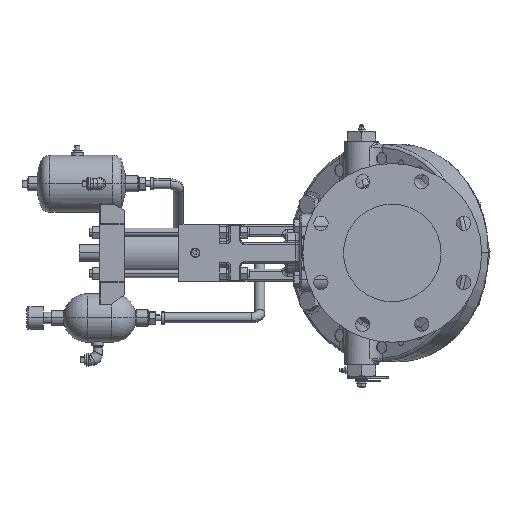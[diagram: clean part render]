
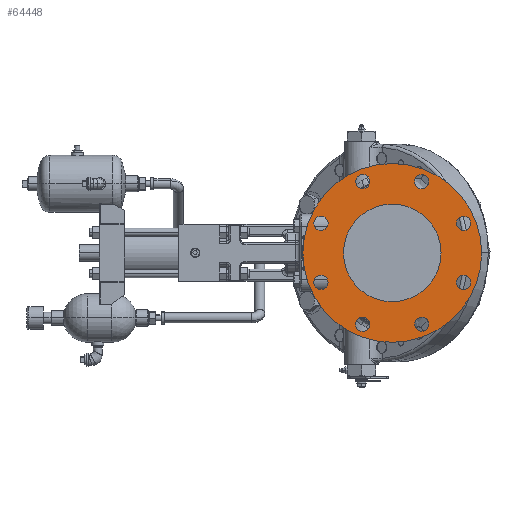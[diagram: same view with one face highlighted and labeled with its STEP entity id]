
A CAD part, left-side view. The second image highlights one B-rep face of the part: STEP entity #64448.
In plain terms, the highlighted planar face has unit normal (-1, 0, 0).
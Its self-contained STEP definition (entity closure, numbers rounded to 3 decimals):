
#19330=CARTESIAN_POINT('',(-8.034,0.,0.));
#19331=DIRECTION('',(-1.,0.,0.));
#19332=DIRECTION('',(0.,1.,0.));
#19333=AXIS2_PLACEMENT_3D('',#19330,#19331,#19332);
#19415=CARTESIAN_POINT('',(-8.034,0.,0.));
#19416=DIRECTION('',(1.,0.,0.));
#19417=DIRECTION('',(0.,1.,0.));
#19418=AXIS2_PLACEMENT_3D('',#19415,#19416,#19417);
#19725=CARTESIAN_POINT('',(-8.034,4.388,
-1.818));
#19726=DIRECTION('',(1.,0.,0.));
#19727=DIRECTION('',(0.,1.,0.));
#19728=AXIS2_PLACEMENT_3D('',#19725,#19726,#19727);
#19730=CARTESIAN_POINT('',(-8.034,4.388,
-1.818));
#19731=DIRECTION('',(1.,0.,0.));
#19732=DIRECTION('',(0.,-1.,0.));
#19733=AXIS2_PLACEMENT_3D('',#19730,#19731,#19732);
#19735=CARTESIAN_POINT('',(-8.034,4.388,
1.818));
#19736=DIRECTION('',(1.,0.,0.));
#19737=DIRECTION('',(0.,0.707,0.707));
#19738=AXIS2_PLACEMENT_3D('',#19735,#19736,#19737);
#19740=CARTESIAN_POINT('',(-8.034,4.388,
1.818));
#19741=DIRECTION('',(1.,0.,0.));
#19742=DIRECTION('',(0.,-0.707,-0.707));
#19743=AXIS2_PLACEMENT_3D('',#19740,#19741,#19742);
#19745=CARTESIAN_POINT('',(-8.034,1.818,
4.388));
#19746=DIRECTION('',(1.,0.,0.));
#19747=DIRECTION('',(0.,0.,1.));
#19748=AXIS2_PLACEMENT_3D('',#19745,#19746,#19747);
#19750=CARTESIAN_POINT('',(-8.034,1.818,
4.388));
#19751=DIRECTION('',(1.,0.,0.));
#19752=DIRECTION('',(0.,0.,-1.));
#19753=AXIS2_PLACEMENT_3D('',#19750,#19751,#19752);
#19755=CARTESIAN_POINT('',(-8.034,-1.818,
4.388));
#19756=DIRECTION('',(1.,0.,0.));
#19757=DIRECTION('',(0.,-0.707,0.707));
#19758=AXIS2_PLACEMENT_3D('',#19755,#19756,#19757);
#19760=CARTESIAN_POINT('',(-8.034,-1.818,
4.388));
#19761=DIRECTION('',(1.,0.,0.));
#19762=DIRECTION('',(0.,0.707,-0.707));
#19763=AXIS2_PLACEMENT_3D('',#19760,#19761,#19762);
#19765=CARTESIAN_POINT('',(-8.034,-4.388,
1.818));
#19766=DIRECTION('',(1.,0.,0.));
#19767=DIRECTION('',(0.,-1.,0.));
#19768=AXIS2_PLACEMENT_3D('',#19765,#19766,#19767);
#19770=CARTESIAN_POINT('',(-8.034,-4.388,
1.818));
#19771=DIRECTION('',(1.,0.,0.));
#19772=DIRECTION('',(0.,1.,0.));
#19773=AXIS2_PLACEMENT_3D('',#19770,#19771,#19772);
#19775=CARTESIAN_POINT('',(-8.034,-4.388,
-1.818));
#19776=DIRECTION('',(1.,0.,0.));
#19777=DIRECTION('',(0.,-0.707,-0.707));
#19778=AXIS2_PLACEMENT_3D('',#19775,#19776,#19777);
#19780=CARTESIAN_POINT('',(-8.034,-4.388,
-1.818));
#19781=DIRECTION('',(1.,0.,0.));
#19782=DIRECTION('',(0.,0.707,0.707));
#19783=AXIS2_PLACEMENT_3D('',#19780,#19781,#19782);
#19785=CARTESIAN_POINT('',(-8.034,-1.818,
-4.388));
#19786=DIRECTION('',(1.,0.,0.));
#19787=DIRECTION('',(0.,0.,-1.));
#19788=AXIS2_PLACEMENT_3D('',#19785,#19786,#19787);
#19790=CARTESIAN_POINT('',(-8.034,-1.818,
-4.388));
#19791=DIRECTION('',(1.,0.,0.));
#19792=DIRECTION('',(0.,0.,1.));
#19793=AXIS2_PLACEMENT_3D('',#19790,#19791,#19792);
#19795=CARTESIAN_POINT('',(-8.034,1.818,
-4.388));
#19796=DIRECTION('',(1.,0.,0.));
#19797=DIRECTION('',(0.,0.707,-0.707));
#19798=AXIS2_PLACEMENT_3D('',#19795,#19796,#19797);
#19800=CARTESIAN_POINT('',(-8.034,1.818,
-4.388));
#19801=DIRECTION('',(1.,0.,0.));
#19802=DIRECTION('',(0.,-0.707,0.707));
#19803=AXIS2_PLACEMENT_3D('',#19800,#19801,#19802);
#19810=CARTESIAN_POINT('',(-8.034,0.,0.));
#19811=DIRECTION('',(1.,0.,0.));
#19812=DIRECTION('',(0.,0.,-1.));
#19813=AXIS2_PLACEMENT_3D('',#19810,#19811,#19812);
#19824=CARTESIAN_POINT('',(-8.034,0.,0.));
#19825=DIRECTION('',(1.,0.,0.));
#19826=DIRECTION('',(0.,-1.,0.));
#19827=AXIS2_PLACEMENT_3D('',#19824,#19825,#19826);
#34102=CARTESIAN_POINT('',(-8.034,4.826,
-1.818));
#34103=VERTEX_POINT('',#34102);
#34104=CARTESIAN_POINT('',(-8.034,3.951,
-1.818));
#34105=VERTEX_POINT('',#34104);
#34110=CARTESIAN_POINT('',(-8.034,4.698,
2.127));
#34111=VERTEX_POINT('',#34110);
#34112=CARTESIAN_POINT('',(-8.034,4.079,
1.508));
#34113=VERTEX_POINT('',#34112);
#34118=CARTESIAN_POINT('',(-8.034,1.818,
4.826));
#34119=VERTEX_POINT('',#34118);
#34120=CARTESIAN_POINT('',(-8.034,1.818,
3.951));
#34121=VERTEX_POINT('',#34120);
#34126=CARTESIAN_POINT('',(-8.034,-2.127,
4.698));
#34127=VERTEX_POINT('',#34126);
#34128=CARTESIAN_POINT('',(-8.034,-1.508,
4.079));
#34129=VERTEX_POINT('',#34128);
#34134=CARTESIAN_POINT('',(-8.034,-4.826,
1.818));
#34135=VERTEX_POINT('',#34134);
#34136=CARTESIAN_POINT('',(-8.034,-3.951,
1.818));
#34137=VERTEX_POINT('',#34136);
#34142=CARTESIAN_POINT('',(-8.034,-4.698,
-2.127));
#34143=VERTEX_POINT('',#34142);
#34144=CARTESIAN_POINT('',(-8.034,-4.079,
-1.508));
#34145=VERTEX_POINT('',#34144);
#34150=CARTESIAN_POINT('',(-8.034,-1.818,
-4.826));
#34151=VERTEX_POINT('',#34150);
#34152=CARTESIAN_POINT('',(-8.034,-1.818,
-3.951));
#34153=VERTEX_POINT('',#34152);
#34158=CARTESIAN_POINT('',(-8.034,2.127,
-4.698));
#34159=VERTEX_POINT('',#34158);
#34160=CARTESIAN_POINT('',(-8.034,1.508,
-4.079));
#34161=VERTEX_POINT('',#34160);
#34673=CARTESIAN_POINT('',(-8.034,-5.5,0.));
#34675=VERTEX_POINT('',#34673);
#34745=CARTESIAN_POINT('',(-8.034,5.5,0.));
#34746=VERTEX_POINT('',#34745);
#34747=CARTESIAN_POINT('',(-8.034,0.,-3.));
#34748=CARTESIAN_POINT('',(-8.034,-3.,0.));
#34749=VERTEX_POINT('',#34747);
#34750=VERTEX_POINT('',#34748);
#64385=CARTESIAN_POINT('',(-8.034,0.,0.));
#64386=DIRECTION('',(1.,0.,0.));
#64387=DIRECTION('',(0.,-1.,0.));
#64388=AXIS2_PLACEMENT_3D('',#64385,#64386,#64387);
#64389=PLANE('',#64388);
#64390=ORIENTED_EDGE('',*,*,#63816,.F.);
#64391=ORIENTED_EDGE('',*,*,#63875,.T.);
#64392=EDGE_LOOP('',(#64390,#64391));
#64393=FACE_OUTER_BOUND('',#64392,.F.);
#64395=ORIENTED_EDGE('',*,*,#64394,.F.);
#64397=ORIENTED_EDGE('',*,*,#64396,.F.);
#64398=EDGE_LOOP('',(#64395,#64397));
#64399=FACE_BOUND('',#64398,.F.);
#64401=ORIENTED_EDGE('',*,*,#64400,.F.);
#64403=ORIENTED_EDGE('',*,*,#64402,.F.);
#64404=EDGE_LOOP('',(#64401,#64403));
#64405=FACE_BOUND('',#64404,.F.);
#64407=ORIENTED_EDGE('',*,*,#64406,.F.);
#64409=ORIENTED_EDGE('',*,*,#64408,.F.);
#64410=EDGE_LOOP('',(#64407,#64409));
#64411=FACE_BOUND('',#64410,.F.);
#64413=ORIENTED_EDGE('',*,*,#64412,.F.);
#64415=ORIENTED_EDGE('',*,*,#64414,.F.);
#64416=EDGE_LOOP('',(#64413,#64415));
#64417=FACE_BOUND('',#64416,.F.);
#64419=ORIENTED_EDGE('',*,*,#64418,.F.);
#64421=ORIENTED_EDGE('',*,*,#64420,.F.);
#64422=EDGE_LOOP('',(#64419,#64421));
#64423=FACE_BOUND('',#64422,.F.);
#64425=ORIENTED_EDGE('',*,*,#64424,.F.);
#64427=ORIENTED_EDGE('',*,*,#64426,.F.);
#64428=EDGE_LOOP('',(#64425,#64427));
#64429=FACE_BOUND('',#64428,.F.);
#64431=ORIENTED_EDGE('',*,*,#64430,.F.);
#64433=ORIENTED_EDGE('',*,*,#64432,.F.);
#64434=EDGE_LOOP('',(#64431,#64433));
#64435=FACE_BOUND('',#64434,.F.);
#64437=ORIENTED_EDGE('',*,*,#64436,.F.);
#64439=ORIENTED_EDGE('',*,*,#64438,.F.);
#64440=EDGE_LOOP('',(#64437,#64439));
#64441=FACE_BOUND('',#64440,.F.);
#64443=ORIENTED_EDGE('',*,*,#64442,.F.);
#64445=ORIENTED_EDGE('',*,*,#64444,.F.);
#64446=EDGE_LOOP('',(#64443,#64445));
#64447=FACE_BOUND('',#64446,.F.);
#19334=CIRCLE('',#19333,5.5);
#19419=CIRCLE('',#19418,5.5);
#19729=CIRCLE('',#19728,0.438);
#19734=CIRCLE('',#19733,0.438);
#19739=CIRCLE('',#19738,0.438);
#19744=CIRCLE('',#19743,0.438);
#19749=CIRCLE('',#19748,0.438);
#19754=CIRCLE('',#19753,0.438);
#19759=CIRCLE('',#19758,0.438);
#19764=CIRCLE('',#19763,0.438);
#19769=CIRCLE('',#19768,0.438);
#19774=CIRCLE('',#19773,0.438);
#19779=CIRCLE('',#19778,0.438);
#19784=CIRCLE('',#19783,0.438);
#19789=CIRCLE('',#19788,0.438);
#19794=CIRCLE('',#19793,0.438);
#19799=CIRCLE('',#19798,0.438);
#19804=CIRCLE('',#19803,0.438);
#19814=CIRCLE('',#19813,3.);
#19828=CIRCLE('',#19827,3.);
#63816=EDGE_CURVE('',#34746,#34675,#19334,.T.);
#63875=EDGE_CURVE('',#34746,#34675,#19419,.T.);
#64394=EDGE_CURVE('',#34749,#34750,#19814,.T.);
#64396=EDGE_CURVE('',#34750,#34749,#19828,.T.);
#64400=EDGE_CURVE('',#34103,#34105,#19729,.T.);
#64402=EDGE_CURVE('',#34105,#34103,#19734,.T.);
#64406=EDGE_CURVE('',#34111,#34113,#19739,.T.);
#64408=EDGE_CURVE('',#34113,#34111,#19744,.T.);
#64412=EDGE_CURVE('',#34119,#34121,#19749,.T.);
#64414=EDGE_CURVE('',#34121,#34119,#19754,.T.);
#64418=EDGE_CURVE('',#34127,#34129,#19759,.T.);
#64420=EDGE_CURVE('',#34129,#34127,#19764,.T.);
#64424=EDGE_CURVE('',#34135,#34137,#19769,.T.);
#64426=EDGE_CURVE('',#34137,#34135,#19774,.T.);
#64430=EDGE_CURVE('',#34143,#34145,#19779,.T.);
#64432=EDGE_CURVE('',#34145,#34143,#19784,.T.);
#64436=EDGE_CURVE('',#34151,#34153,#19789,.T.);
#64438=EDGE_CURVE('',#34153,#34151,#19794,.T.);
#64442=EDGE_CURVE('',#34159,#34161,#19799,.T.);
#64444=EDGE_CURVE('',#34161,#34159,#19804,.T.);
#64448=ADVANCED_FACE('',(#64393,#64399,#64405,#64411,#64417,#64423,#64429,
#64435,#64441,#64447),#64389,.F.);
